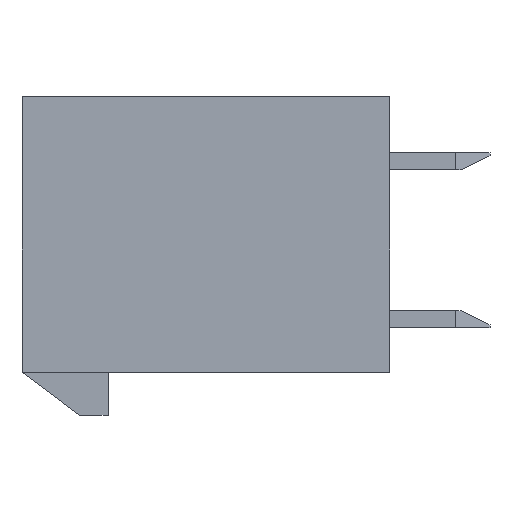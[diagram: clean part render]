
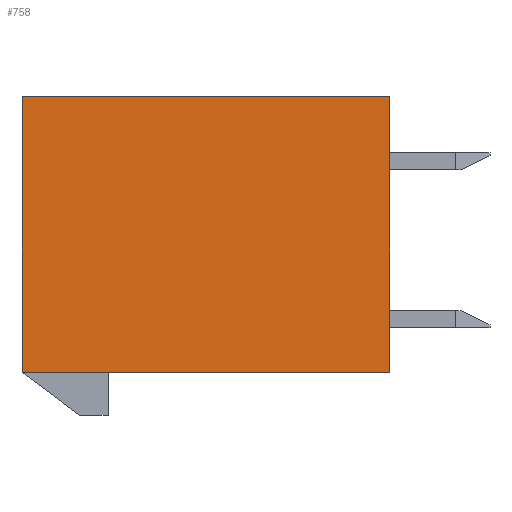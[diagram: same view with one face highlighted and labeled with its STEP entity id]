
A CAD part, left-side view. The second image highlights one B-rep face of the part: STEP entity #758.
In plain terms, the highlighted planar face has unit normal (-1, 0, 0).
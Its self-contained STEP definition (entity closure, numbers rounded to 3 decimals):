
#1=DIRECTION('',(0.,0.,-1.));
#2=VECTOR('',#1,9.6);
#3=CARTESIAN_POINT('',(-2.7,0.,4.8));
#4=LINE('',#3,#2);
#5=DIRECTION('',(0.,1.,0.));
#6=VECTOR('',#5,12.8);
#7=CARTESIAN_POINT('',(-2.7,0.,-4.8));
#8=LINE('',#7,#6);
#9=DIRECTION('',(0.,0.,1.));
#10=VECTOR('',#9,9.6);
#11=CARTESIAN_POINT('',(-2.7,12.8,-4.8));
#12=LINE('',#11,#10);
#13=DIRECTION('',(0.,-1.,0.));
#14=VECTOR('',#13,12.8);
#15=CARTESIAN_POINT('',(-2.7,12.8,4.8));
#16=LINE('',#15,#14);
#559=CARTESIAN_POINT('',(-2.7,0.,4.8));
#560=CARTESIAN_POINT('',(-2.7,0.,-4.8));
#561=VERTEX_POINT('',#559);
#562=VERTEX_POINT('',#560);
#563=CARTESIAN_POINT('',(-2.7,12.8,-4.8));
#564=VERTEX_POINT('',#563);
#565=CARTESIAN_POINT('',(-2.7,12.8,4.8));
#566=VERTEX_POINT('',#565);
#743=CARTESIAN_POINT('',(-2.7,0.,0.));
#744=DIRECTION('',(1.,0.,0.));
#745=DIRECTION('',(0.,0.,-1.));
#746=AXIS2_PLACEMENT_3D('',#743,#744,#745);
#747=PLANE('',#746);
#749=ORIENTED_EDGE('',*,*,#748,.T.);
#751=ORIENTED_EDGE('',*,*,#750,.T.);
#753=ORIENTED_EDGE('',*,*,#752,.T.);
#755=ORIENTED_EDGE('',*,*,#754,.T.);
#756=EDGE_LOOP('',(#749,#751,#753,#755));
#757=FACE_OUTER_BOUND('',#756,.F.);
#758=ADVANCED_FACE('',(#757),#747,.F.);
#748=EDGE_CURVE('',#561,#562,#4,.T.);
#750=EDGE_CURVE('',#562,#564,#8,.T.);
#752=EDGE_CURVE('',#564,#566,#12,.T.);
#754=EDGE_CURVE('',#566,#561,#16,.T.);
